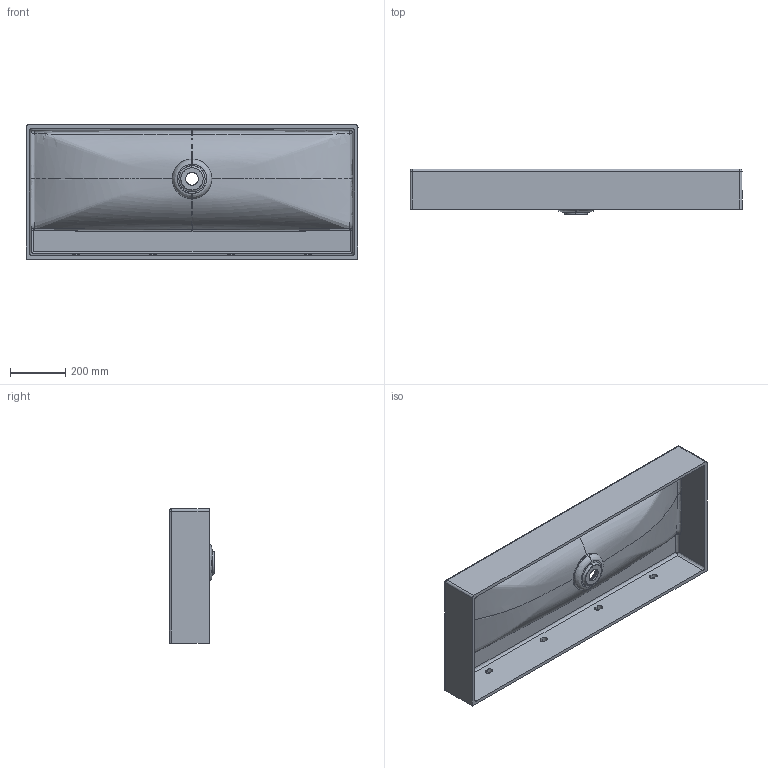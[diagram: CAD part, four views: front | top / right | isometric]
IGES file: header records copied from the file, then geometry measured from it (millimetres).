
Start section: SolidWorks IGES file using analytic representation for surfaces
Global section: file name: circus1200.IGS; native system: SolidWorks 2020; preprocessor: SolidWorks 2020; author: cedric.miclo; date: 201104.165626; units: millimetre
Bounding box: 1200 x 165 x 485 mm (x, y, z)
Surface area: 2194914.3 mm2 (no closed solid volume)
Topology: 0 solids, 0 shells, 114 faces, 2203 edges, 2202 vertices
Faces by surface type: bspline 66, revolution 48
